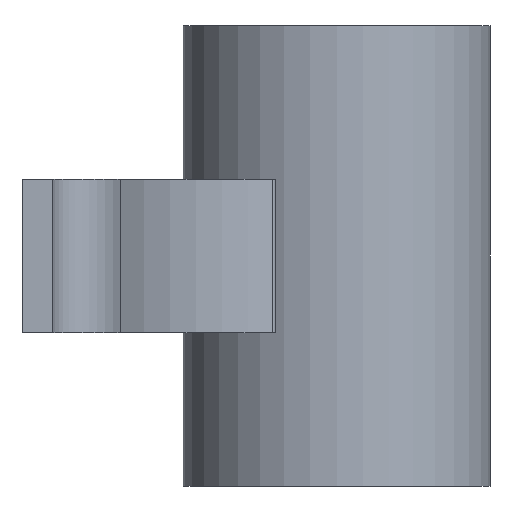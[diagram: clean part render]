
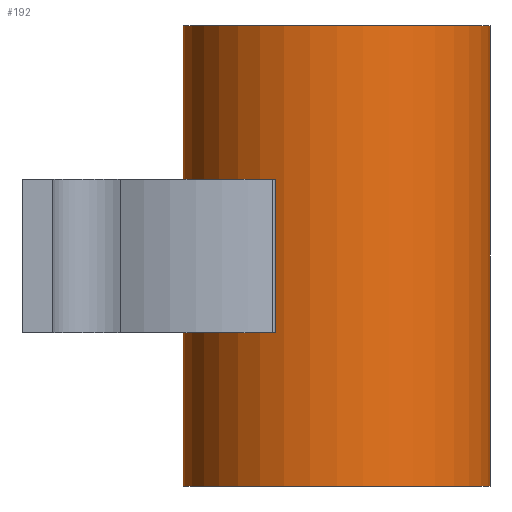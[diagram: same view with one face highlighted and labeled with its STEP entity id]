
A CAD part, front view. The second image highlights one B-rep face of the part: STEP entity #192.
In plain terms, the highlighted cylindrical face has radius 10 mm (diameter 20 mm), a partial arc.
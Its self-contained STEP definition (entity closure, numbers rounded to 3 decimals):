
#26 = ORIENTED_EDGE ( 'NONE', *, *, #278, .F. ) ;
#33 = CYLINDRICAL_SURFACE ( 'NONE', #189, 10. ) ;
#98 = DIRECTION ( 'NONE',  ( 1., 0., 0. ) ) ;
#162 = CARTESIAN_POINT ( 'NONE',  ( 10., 0., -15. ) ) ;
#187 = LINE ( 'NONE', #497, #473 ) ;
#189 = AXIS2_PLACEMENT_3D ( 'NONE', #190, #598, #247 ) ;
#190 = CARTESIAN_POINT ( 'NONE',  ( 0., 0., -15. ) ) ;
#192 = ADVANCED_FACE ( 'NONE', ( #719 ), #33, .T. ) ;
#206 = DIRECTION ( 'NONE',  ( 0., 0., 1. ) ) ;
#228 = ORIENTED_EDGE ( 'NONE', *, *, #341, .T. ) ;
#246 = AXIS2_PLACEMENT_3D ( 'NONE', #420, #433, #378 ) ;
#247 = DIRECTION ( 'NONE',  ( 1., 0., 0. ) ) ;
#269 = VECTOR ( 'NONE', #658, 1000. ) ;
#278 = EDGE_CURVE ( 'NONE', #693, #546, #605, .T. ) ;
#287 = EDGE_CURVE ( 'NONE', #602, #546, #712, .T. ) ;
#317 = ORIENTED_EDGE ( 'NONE', *, *, #510, .F. ) ;
#341 = EDGE_CURVE ( 'NONE', #434, #602, #500, .T. ) ;
#378 = DIRECTION ( 'NONE',  ( 1., 0., 0. ) ) ;
#383 = ORIENTED_EDGE ( 'NONE', *, *, #287, .T. ) ;
#420 = CARTESIAN_POINT ( 'NONE',  ( 0., 0., 15. ) ) ;
#426 = EDGE_LOOP ( 'NONE', ( #317, #228, #383, #26 ) ) ;
#433 = DIRECTION ( 'NONE',  ( 0., 0., 1. ) ) ;
#434 = VERTEX_POINT ( 'NONE', #665 ) ;
#471 = AXIS2_PLACEMENT_3D ( 'NONE', #726, #206, #98 ) ;
#473 = VECTOR ( 'NONE', #722, 1000. ) ;
#497 = CARTESIAN_POINT ( 'NONE',  ( -10., 0., -15. ) ) ;
#500 = CIRCLE ( 'NONE', #471, 10. ) ;
#510 = EDGE_CURVE ( 'NONE', #434, #693, #187, .T. ) ;
#546 = VERTEX_POINT ( 'NONE', #611 ) ;
#598 = DIRECTION ( 'NONE',  ( 0., 0., 1. ) ) ;
#602 = VERTEX_POINT ( 'NONE', #162 ) ;
#605 = CIRCLE ( 'NONE', #246, 10. ) ;
#611 = CARTESIAN_POINT ( 'NONE',  ( 10., 0., 15. ) ) ;
#658 = DIRECTION ( 'NONE',  ( 0., 0., 1. ) ) ;
#665 = CARTESIAN_POINT ( 'NONE',  ( -10., 0., -15. ) ) ;
#680 = CARTESIAN_POINT ( 'NONE',  ( -10., 0., 15. ) ) ;
#693 = VERTEX_POINT ( 'NONE', #680 ) ;
#707 = CARTESIAN_POINT ( 'NONE',  ( 10., 0., -15. ) ) ;
#712 = LINE ( 'NONE', #707, #269 ) ;
#719 = FACE_OUTER_BOUND ( 'NONE', #426, .T. ) ;
#722 = DIRECTION ( 'NONE',  ( 0., 0., 1. ) ) ;
#726 = CARTESIAN_POINT ( 'NONE',  ( 0., 0., -15. ) ) ;
